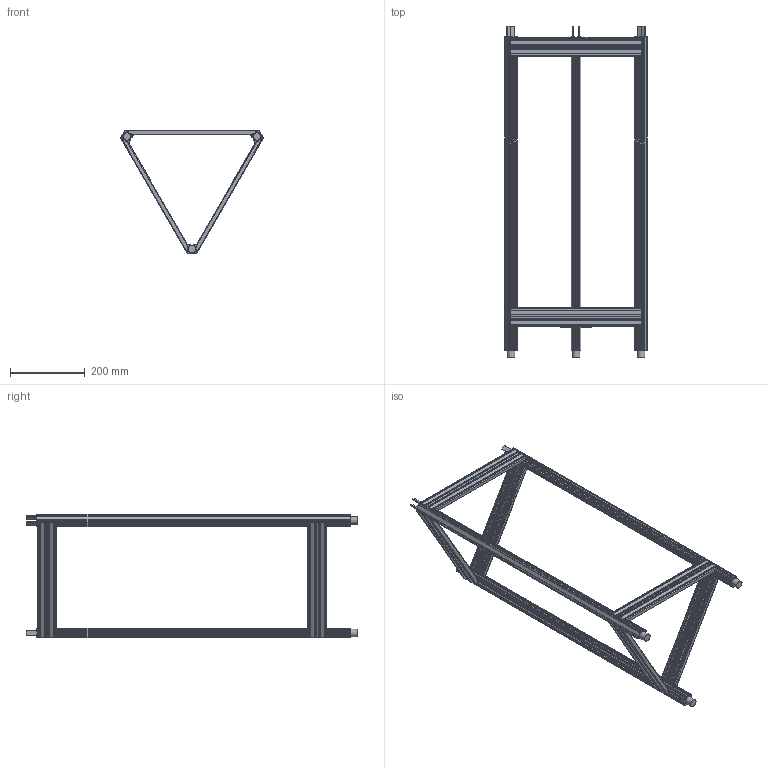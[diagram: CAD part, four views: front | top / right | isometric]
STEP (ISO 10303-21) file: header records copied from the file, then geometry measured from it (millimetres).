
FILE_DESCRIPTION(/* description */ (''),/* implementation_level */ '2;1');
FILE_NAME(/* name */ 'Frame v12.step',/* time_stamp */ '2016-03-19T12:32:41-07:00',/* author */ (''),/* organization */ (''),/* preprocessor_version */ 'ST-DEVELOPER v16.2',/* originating_system */ 'Autodesk Translation Framework v4.3.0.3010',/* authorisation */ '');
FILE_SCHEMA (('AUTOMOTIVE_DESIGN { 1 0 10303 214 3 1 1 }'));
Products named in the file (19): Frame v12; Z-X_Lower; Z-Y_Lower; Z-Tower; Y-Tower; X-Tower; Z-X_Upper; X-Y_Upper; Y-Z_Upper; X-Y_Lower (1); X-Idler_Bracket-Left; X-Idler_Bracket-Right; Z-Idler_Bracket-Right; Z-Idler_Bracket-Left; Y-Idler_Bracket-Right; Y-Idler_Bracket-Left; X-Foot; Y-Foot; Z-Foot
Assembly tree (18 placements, depth 2):
  Frame v12
    Z-X_Lower
    Z-Y_Lower
    Z-Tower
    Y-Tower
    X-Tower
    Z-X_Upper
    X-Y_Upper
    Y-Z_Upper
    X-Y_Lower (1)
    X-Idler_Bracket-Left
    X-Idler_Bracket-Right
    Z-Idler_Bracket-Right
    Z-Idler_Bracket-Left
    Y-Idler_Bracket-Right
    Y-Idler_Bracket-Left
    X-Foot
    Y-Foot
    Z-Foot
Bounding box: 381 x 886.3 x 330.71 mm (x, y, z)
Volume: 1521063 mm3; surface area: 1125039.1 mm2
Topology: 18 solids, 18 shells, 1392 faces, 4164 edges, 2772 vertices
Faces by surface type: cylinder 702, plane 690
Full cylindrical faces by diameter (mm): 4.064 x12, 5.207 x3, 20.65 x3
Entity records: 57469 total; most frequent: CARTESIAN_POINT 18935, ORIENTED_EDGE 8268, DIRECTION 7532, EDGE_CURVE 4134, VERTEX_POINT 2760, AXIS2_PLACEMENT_3D 2617, LINE 2298, VECTOR 2298
